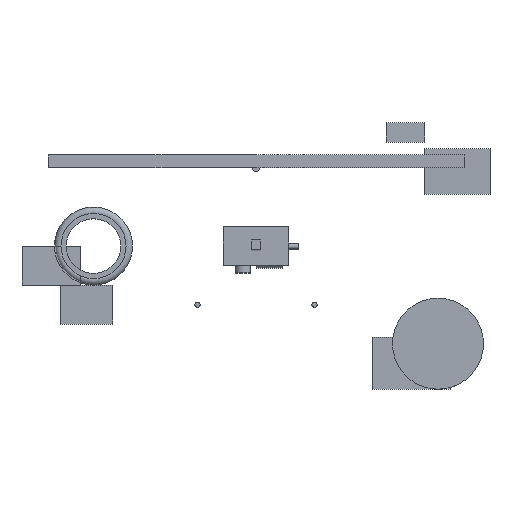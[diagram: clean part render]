
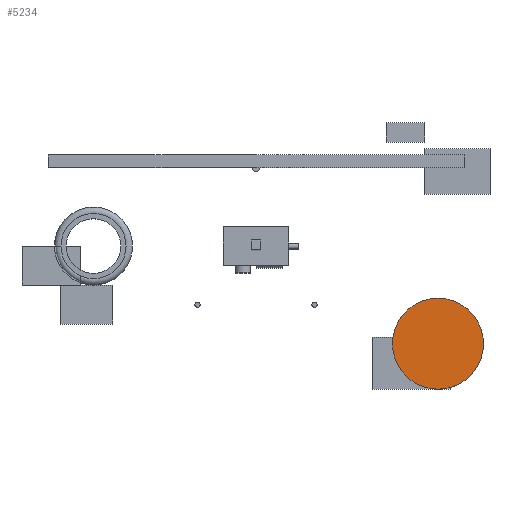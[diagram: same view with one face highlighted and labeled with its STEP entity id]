
A CAD part, top view. The second image highlights one B-rep face of the part: STEP entity #5234.
In plain terms, the highlighted planar face has unit normal (0, 0, 1).
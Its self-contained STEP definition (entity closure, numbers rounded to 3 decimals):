
#5205 = EDGE_CURVE('',#5206,#5206,#5208,.T.);
#5206 = VERTEX_POINT('',#5207);
#5207 = CARTESIAN_POINT('',(2100.,0.,3600.));
#5208 = CIRCLE('',#5209,2100.);
#5209 = AXIS2_PLACEMENT_3D('',#5210,#5211,#5212);
#5210 = CARTESIAN_POINT('',(0.,0.,3600.));
#5211 = DIRECTION('',(0.,0.,1.));
#5212 = DIRECTION('',(1.,0.,-0.));
#5234 = ADVANCED_FACE('',(#5235),#5238,.T.);
#5235 = FACE_BOUND('',#5236,.T.);
#5236 = EDGE_LOOP('',(#5237));
#5237 = ORIENTED_EDGE('',*,*,#5205,.T.);
#5238 = PLANE('',#5239);
#5239 = AXIS2_PLACEMENT_3D('',#5240,#5241,#5242);
#5240 = CARTESIAN_POINT('',(0.,0.,3600.));
#5241 = DIRECTION('',(0.,0.,1.));
#5242 = DIRECTION('',(1.,0.,-0.));
